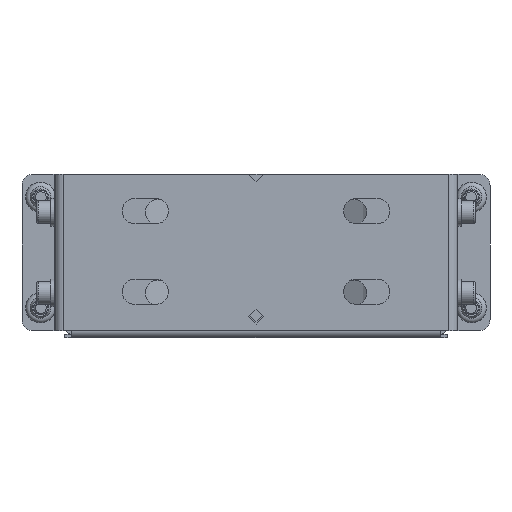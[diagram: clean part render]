
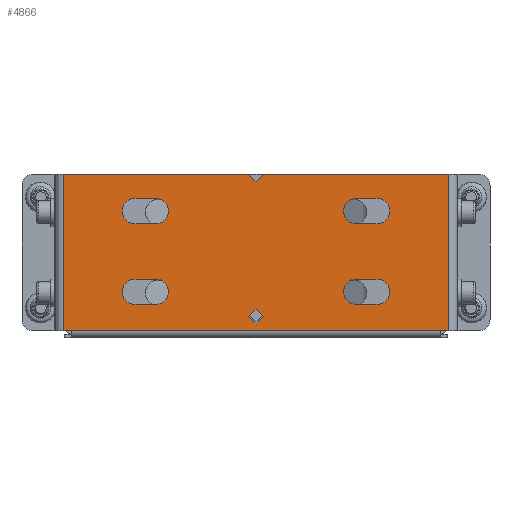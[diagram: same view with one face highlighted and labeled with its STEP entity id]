
A CAD part, front view. The second image highlights one B-rep face of the part: STEP entity #4866.
In plain terms, the highlighted planar face has unit normal (0, -1, 0).
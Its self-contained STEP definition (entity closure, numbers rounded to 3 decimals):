
#438=LINE('',#7765,#822);
#442=LINE('',#7776,#826);
#446=LINE('',#7789,#830);
#450=LINE('',#7800,#834);
#466=LINE('',#7845,#850);
#470=LINE('',#7856,#854);
#474=LINE('',#7869,#858);
#478=LINE('',#7880,#862);
#480=LINE('',#7885,#864);
#484=LINE('',#7893,#868);
#487=LINE('',#7899,#871);
#490=LINE('',#7904,#874);
#492=LINE('',#7909,#876);
#496=LINE('',#7917,#880);
#501=LINE('',#7926,#885);
#502=LINE('',#7929,#886);
#503=LINE('',#7931,#887);
#504=LINE('',#7933,#888);
#505=LINE('',#7934,#889);
#822=VECTOR('',#6398,9.);
#826=VECTOR('',#6410,9.);
#830=VECTOR('',#6422,9.);
#834=VECTOR('',#6434,9.);
#850=VECTOR('',#6482,9.);
#854=VECTOR('',#6494,9.);
#858=VECTOR('',#6506,9.);
#862=VECTOR('',#6518,9.);
#864=VECTOR('',#6522,4.5);
#868=VECTOR('',#6528,4.5);
#871=VECTOR('',#6533,4.5);
#874=VECTOR('',#6538,4.5);
#876=VECTOR('',#6542,4.5);
#880=VECTOR('',#6548,4.5);
#885=VECTOR('',#6555,80.318);
#886=VECTOR('',#6558,68.);
#887=VECTOR('',#6559,167.);
#888=VECTOR('',#6560,68.);
#889=VECTOR('',#6561,80.318);
#1064=PLANE('',#5325);
#1202=FACE_BOUND('',#1822,.T.);
#1203=FACE_BOUND('',#1823,.T.);
#1204=FACE_BOUND('',#1824,.T.);
#1205=FACE_BOUND('',#1825,.T.);
#1206=FACE_BOUND('',#1826,.T.);
#1448=FACE_OUTER_BOUND('',#1821,.T.);
#1821=EDGE_LOOP('',(#4012,#4013,#4014,#4015,#4016,#4017,#4018));
#1822=EDGE_LOOP('',(#4019,#4020,#4021,#4022));
#1823=EDGE_LOOP('',(#4023,#4024,#4025,#4026));
#1824=EDGE_LOOP('',(#4027,#4028,#4029,#4030));
#1825=EDGE_LOOP('',(#4031,#4032,#4033,#4034));
#1826=EDGE_LOOP('',(#4035,#4036,#4037,#4038));
#2065=CIRCLE('',#5275,5.5);
#2067=CIRCLE('',#5279,5.5);
#2069=CIRCLE('',#5283,5.5);
#2071=CIRCLE('',#5287,5.5);
#2077=CIRCLE('',#5303,5.5);
#2079=CIRCLE('',#5307,5.5);
#2081=CIRCLE('',#5311,5.5);
#2083=CIRCLE('',#5315,5.5);
#2405=VERTEX_POINT('',#7755);
#2406=VERTEX_POINT('',#7756);
#2409=VERTEX_POINT('',#7764);
#2411=VERTEX_POINT('',#7770);
#2413=VERTEX_POINT('',#7779);
#2414=VERTEX_POINT('',#7780);
#2417=VERTEX_POINT('',#7788);
#2419=VERTEX_POINT('',#7794);
#2429=VERTEX_POINT('',#7835);
#2430=VERTEX_POINT('',#7836);
#2433=VERTEX_POINT('',#7844);
#2435=VERTEX_POINT('',#7850);
#2437=VERTEX_POINT('',#7859);
#2438=VERTEX_POINT('',#7860);
#2441=VERTEX_POINT('',#7868);
#2443=VERTEX_POINT('',#7874);
#2445=VERTEX_POINT('',#7883);
#2446=VERTEX_POINT('',#7884);
#2449=VERTEX_POINT('',#7892);
#2451=VERTEX_POINT('',#7898);
#2453=VERTEX_POINT('',#7907);
#2454=VERTEX_POINT('',#7908);
#2457=VERTEX_POINT('',#7916);
#2460=VERTEX_POINT('',#7924);
#2461=VERTEX_POINT('',#7928);
#2462=VERTEX_POINT('',#7930);
#2463=VERTEX_POINT('',#7932);
#2927=EDGE_CURVE('',#2405,#2406,#2065,.T.);
#2931=EDGE_CURVE('',#2406,#2409,#438,.T.);
#2934=EDGE_CURVE('',#2409,#2411,#2067,.T.);
#2937=EDGE_CURVE('',#2411,#2405,#442,.T.);
#2939=EDGE_CURVE('',#2413,#2414,#2069,.T.);
#2943=EDGE_CURVE('',#2414,#2417,#446,.T.);
#2946=EDGE_CURVE('',#2417,#2419,#2071,.T.);
#2949=EDGE_CURVE('',#2419,#2413,#450,.T.);
#2967=EDGE_CURVE('',#2429,#2430,#2077,.T.);
#2971=EDGE_CURVE('',#2433,#2429,#466,.T.);
#2974=EDGE_CURVE('',#2435,#2433,#2079,.T.);
#2977=EDGE_CURVE('',#2430,#2435,#470,.T.);
#2979=EDGE_CURVE('',#2437,#2438,#2081,.T.);
#2983=EDGE_CURVE('',#2441,#2437,#474,.T.);
#2986=EDGE_CURVE('',#2443,#2441,#2083,.T.);
#2989=EDGE_CURVE('',#2438,#2443,#478,.T.);
#2991=EDGE_CURVE('',#2445,#2446,#480,.T.);
#2995=EDGE_CURVE('',#2449,#2445,#484,.T.);
#2998=EDGE_CURVE('',#2451,#2449,#487,.T.);
#3001=EDGE_CURVE('',#2446,#2451,#490,.T.);
#3003=EDGE_CURVE('',#2453,#2454,#492,.T.);
#3007=EDGE_CURVE('',#2457,#2453,#496,.T.);
#3012=EDGE_CURVE('',#2460,#2454,#501,.T.);
#3013=EDGE_CURVE('',#2460,#2461,#502,.T.);
#3014=EDGE_CURVE('',#2461,#2462,#503,.T.);
#3015=EDGE_CURVE('',#2462,#2463,#504,.T.);
#3016=EDGE_CURVE('',#2457,#2463,#505,.T.);
#4012=ORIENTED_EDGE('',*,*,#3007,.T.);
#4013=ORIENTED_EDGE('',*,*,#3003,.T.);
#4014=ORIENTED_EDGE('',*,*,#3012,.F.);
#4015=ORIENTED_EDGE('',*,*,#3013,.T.);
#4016=ORIENTED_EDGE('',*,*,#3014,.T.);
#4017=ORIENTED_EDGE('',*,*,#3015,.T.);
#4018=ORIENTED_EDGE('',*,*,#3016,.F.);
#4019=ORIENTED_EDGE('',*,*,#2927,.T.);
#4020=ORIENTED_EDGE('',*,*,#2931,.T.);
#4021=ORIENTED_EDGE('',*,*,#2934,.T.);
#4022=ORIENTED_EDGE('',*,*,#2937,.T.);
#4023=ORIENTED_EDGE('',*,*,#2939,.T.);
#4024=ORIENTED_EDGE('',*,*,#2943,.T.);
#4025=ORIENTED_EDGE('',*,*,#2946,.T.);
#4026=ORIENTED_EDGE('',*,*,#2949,.T.);
#4027=ORIENTED_EDGE('',*,*,#2967,.T.);
#4028=ORIENTED_EDGE('',*,*,#2977,.T.);
#4029=ORIENTED_EDGE('',*,*,#2974,.T.);
#4030=ORIENTED_EDGE('',*,*,#2971,.T.);
#4031=ORIENTED_EDGE('',*,*,#2979,.T.);
#4032=ORIENTED_EDGE('',*,*,#2989,.T.);
#4033=ORIENTED_EDGE('',*,*,#2986,.T.);
#4034=ORIENTED_EDGE('',*,*,#2983,.T.);
#4035=ORIENTED_EDGE('',*,*,#2991,.T.);
#4036=ORIENTED_EDGE('',*,*,#3001,.T.);
#4037=ORIENTED_EDGE('',*,*,#2998,.T.);
#4038=ORIENTED_EDGE('',*,*,#2995,.T.);
#4866=ADVANCED_FACE('',(#1448,#1202,#1203,#1204,#1205,#1206),#1064,.F.);
#5275=AXIS2_PLACEMENT_3D('',#7757,#6390,#6391);
#5279=AXIS2_PLACEMENT_3D('',#7771,#6403,#6404);
#5283=AXIS2_PLACEMENT_3D('',#7781,#6414,#6415);
#5287=AXIS2_PLACEMENT_3D('',#7795,#6427,#6428);
#5303=AXIS2_PLACEMENT_3D('',#7837,#6474,#6475);
#5307=AXIS2_PLACEMENT_3D('',#7851,#6487,#6488);
#5311=AXIS2_PLACEMENT_3D('',#7861,#6498,#6499);
#5315=AXIS2_PLACEMENT_3D('',#7875,#6511,#6512);
#5325=AXIS2_PLACEMENT_3D('',#7927,#6556,#6557);
#6390=DIRECTION('center_axis',(0.,1.,0.));
#6391=DIRECTION('ref_axis',(0.,0.,-1.));
#6398=DIRECTION('',(-1.,0.,0.));
#6403=DIRECTION('center_axis',(0.,1.,0.));
#6404=DIRECTION('ref_axis',(0.,0.,1.));
#6410=DIRECTION('',(1.,0.,0.));
#6414=DIRECTION('center_axis',(0.,1.,0.));
#6415=DIRECTION('ref_axis',(0.,0.,-1.));
#6422=DIRECTION('',(-1.,0.,0.));
#6427=DIRECTION('center_axis',(0.,1.,0.));
#6428=DIRECTION('ref_axis',(0.,0.,1.));
#6434=DIRECTION('',(1.,0.,0.));
#6474=DIRECTION('center_axis',(0.,1.,0.));
#6475=DIRECTION('ref_axis',(0.,0.,-1.));
#6482=DIRECTION('',(-1.,0.,0.));
#6487=DIRECTION('center_axis',(0.,1.,0.));
#6488=DIRECTION('ref_axis',(0.,0.,1.));
#6494=DIRECTION('',(1.,0.,0.));
#6498=DIRECTION('center_axis',(0.,1.,0.));
#6499=DIRECTION('ref_axis',(0.,0.,-1.));
#6506=DIRECTION('',(-1.,0.,0.));
#6511=DIRECTION('center_axis',(0.,1.,0.));
#6512=DIRECTION('ref_axis',(0.,0.,1.));
#6518=DIRECTION('',(1.,0.,0.));
#6522=DIRECTION('',(0.707,0.,-0.707));
#6528=DIRECTION('',(0.707,0.,0.707));
#6533=DIRECTION('',(-0.707,0.,0.707));
#6538=DIRECTION('',(-0.707,0.,-0.707));
#6542=DIRECTION('',(-0.707,0.,0.707));
#6548=DIRECTION('',(-0.707,0.,-0.707));
#6555=DIRECTION('',(1.,0.,0.));
#6556=DIRECTION('center_axis',(0.,1.,0.));
#6557=DIRECTION('ref_axis',(0.,0.,1.));
#6558=DIRECTION('',(0.,0.,-1.));
#6559=DIRECTION('',(1.,0.,0.));
#6560=DIRECTION('',(0.,0.,1.));
#6561=DIRECTION('',(1.,0.,0.));
#7755=CARTESIAN_POINT('',(52.5,-141.5,-11.5));
#7756=CARTESIAN_POINT('',(52.5,-141.5,-22.5));
#7757=CARTESIAN_POINT('Origin',(52.5,-141.5,-17.));
#7764=CARTESIAN_POINT('',(43.5,-141.5,-22.5));
#7765=CARTESIAN_POINT('',(21.75,-141.5,-22.5));
#7770=CARTESIAN_POINT('',(43.5,-141.5,-11.5));
#7771=CARTESIAN_POINT('Origin',(43.5,-141.5,-17.));
#7776=CARTESIAN_POINT('',(26.25,-141.5,-11.5));
#7779=CARTESIAN_POINT('',(52.5,-141.5,23.5));
#7780=CARTESIAN_POINT('',(52.5,-141.5,12.5));
#7781=CARTESIAN_POINT('Origin',(52.5,-141.5,18.));
#7788=CARTESIAN_POINT('',(43.5,-141.5,12.5));
#7789=CARTESIAN_POINT('',(21.75,-141.5,12.5));
#7794=CARTESIAN_POINT('',(43.5,-141.5,23.5));
#7795=CARTESIAN_POINT('Origin',(43.5,-141.5,18.));
#7800=CARTESIAN_POINT('',(26.25,-141.5,23.5));
#7835=CARTESIAN_POINT('',(-52.5,-141.5,-22.5));
#7836=CARTESIAN_POINT('',(-52.5,-141.5,-11.5));
#7837=CARTESIAN_POINT('Origin',(-52.5,-141.5,-17.));
#7844=CARTESIAN_POINT('',(-43.5,-141.5,-22.5));
#7845=CARTESIAN_POINT('',(-21.75,-141.5,-22.5));
#7850=CARTESIAN_POINT('',(-43.5,-141.5,-11.5));
#7851=CARTESIAN_POINT('Origin',(-43.5,-141.5,-17.));
#7856=CARTESIAN_POINT('',(-26.25,-141.5,-11.5));
#7859=CARTESIAN_POINT('',(-52.5,-141.5,12.5));
#7860=CARTESIAN_POINT('',(-52.5,-141.5,23.5));
#7861=CARTESIAN_POINT('Origin',(-52.5,-141.5,18.));
#7868=CARTESIAN_POINT('',(-43.5,-141.5,12.5));
#7869=CARTESIAN_POINT('',(-21.75,-141.5,12.5));
#7874=CARTESIAN_POINT('',(-43.5,-141.5,23.5));
#7875=CARTESIAN_POINT('Origin',(-43.5,-141.5,18.));
#7880=CARTESIAN_POINT('',(-26.25,-141.5,23.5));
#7883=CARTESIAN_POINT('',(0.,-141.5,-24.636));
#7884=CARTESIAN_POINT('',(3.182,-141.5,-27.818));
#7885=CARTESIAN_POINT('',(-6.159,-141.5,-18.477));
#7892=CARTESIAN_POINT('',(-3.182,-141.5,-27.818));
#7893=CARTESIAN_POINT('',(4.568,-141.5,-20.068));
#7898=CARTESIAN_POINT('',(0.,-141.5,-31.));
#7899=CARTESIAN_POINT('',(-7.75,-141.5,-23.25));
#7904=CARTESIAN_POINT('',(9.341,-141.5,-21.659));
#7907=CARTESIAN_POINT('',(0.,-141.5,30.818));
#7908=CARTESIAN_POINT('',(-3.182,-141.5,34.));
#7909=CARTESIAN_POINT('',(7.705,-141.5,23.114));
#7916=CARTESIAN_POINT('',(3.182,-141.5,34.));
#7917=CARTESIAN_POINT('',(-6.114,-141.5,24.705));
#7924=CARTESIAN_POINT('',(-83.5,-141.5,34.));
#7926=CARTESIAN_POINT('',(-87.5,-141.5,34.));
#7927=CARTESIAN_POINT('Origin',(0.,-141.5,0.));
#7928=CARTESIAN_POINT('',(-83.5,-141.5,-34.));
#7929=CARTESIAN_POINT('',(-83.5,-141.5,17.));
#7930=CARTESIAN_POINT('',(83.5,-141.5,-34.));
#7931=CARTESIAN_POINT('',(-87.5,-141.5,-34.));
#7932=CARTESIAN_POINT('',(83.5,-141.5,34.));
#7933=CARTESIAN_POINT('',(83.5,-141.5,-17.));
#7934=CARTESIAN_POINT('',(-87.5,-141.5,34.));
